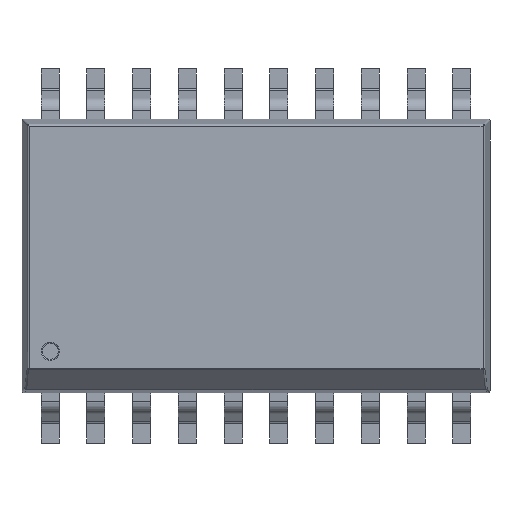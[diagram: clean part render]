
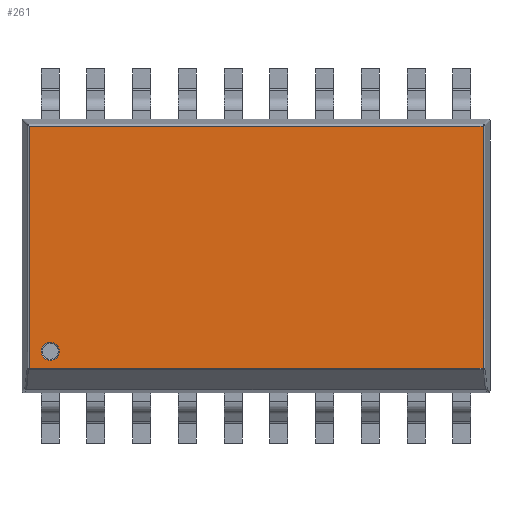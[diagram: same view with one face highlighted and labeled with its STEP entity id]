
A CAD part, top view. The second image highlights one B-rep face of the part: STEP entity #261.
In plain terms, the highlighted planar face has unit normal (0, 0, 1).
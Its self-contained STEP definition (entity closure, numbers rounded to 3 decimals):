
#261=ADVANCED_FACE('',(#3417,#3419),#3421,.T.);
#3417=FACE_BOUND('',#3418,.T.);
#3418=EDGE_LOOP('',(#6011,#6012,#6013,#6014));
#3419=FACE_BOUND('',#3420,.T.);
#3420=EDGE_LOOP('',(#6015));
#3421=PLANE('',#3422);
#3422=AXIS2_PLACEMENT_3D('',#3423,#3424,#3425);
#3423=CARTESIAN_POINT('',(0.,0.,2.65));
#3424=DIRECTION('',(0.,0.,1.));
#3425=DIRECTION('',(1.,0.,0.));
#6011=ORIENTED_EDGE('',*,*,#7827,.T.);
#6012=ORIENTED_EDGE('',*,*,#7828,.T.);
#6013=ORIENTED_EDGE('',*,*,#7829,.T.);
#6014=ORIENTED_EDGE('',*,*,#7830,.T.);
#6015=ORIENTED_EDGE('',*,*,#7831,.T.);
#7827=EDGE_CURVE('',#8815,#8816,#8817,.T.);
#7828=EDGE_CURVE('',#8816,#8818,#8819,.T.);
#7829=EDGE_CURVE('',#8818,#8820,#8821,.T.);
#7830=EDGE_CURVE('',#8820,#8815,#8822,.T.);
#7831=EDGE_CURVE('',#8823,#8823,#8824,.T.);
#8815=VERTEX_POINT('',#10752);
#8816=VERTEX_POINT('',#10753);
#8817=LINE('',#10754,#10755);
#8818=VERTEX_POINT('',#10757);
#8819=LINE('',#10758,#10759);
#8820=VERTEX_POINT('',#10761);
#8821=LINE('',#10762,#10763);
#8822=LINE('',#10765,#10766);
#8823=VERTEX_POINT('',#10768);
#8824=CIRCLE('',#10769,0.25);
#10752=CARTESIAN_POINT('',(-0.59,8.305,2.65));
#10753=CARTESIAN_POINT('',(-0.59,1.571,2.65));
#10754=CARTESIAN_POINT('',(-0.59,8.305,2.65));
#10755=VECTOR('',#10756,1.);
#10756=DIRECTION('',(0.,-1.,0.));
#10757=CARTESIAN_POINT('',(12.02,1.571,2.65));
#10758=CARTESIAN_POINT('',(-0.59,1.571,2.65));
#10759=VECTOR('',#10760,1.);
#10760=DIRECTION('',(1.,0.,0.));
#10761=CARTESIAN_POINT('',(12.02,8.305,2.65));
#10762=CARTESIAN_POINT('',(12.02,1.571,2.65));
#10763=VECTOR('',#10764,1.);
#10764=DIRECTION('',(0.,1.,0.));
#10765=CARTESIAN_POINT('',(12.02,8.305,2.65));
#10766=VECTOR('',#10767,1.);
#10767=DIRECTION('',(-1.,0.,0.));
#10768=CARTESIAN_POINT('',(0.,1.8,2.65));
#10769=AXIS2_PLACEMENT_3D('',#10770,#10771,#10772);
#10770=CARTESIAN_POINT('',(0.,2.05,2.65));
#10771=DIRECTION('',(-0.,-0.,-1.));
#10772=DIRECTION('',(0.,-1.,0.));
